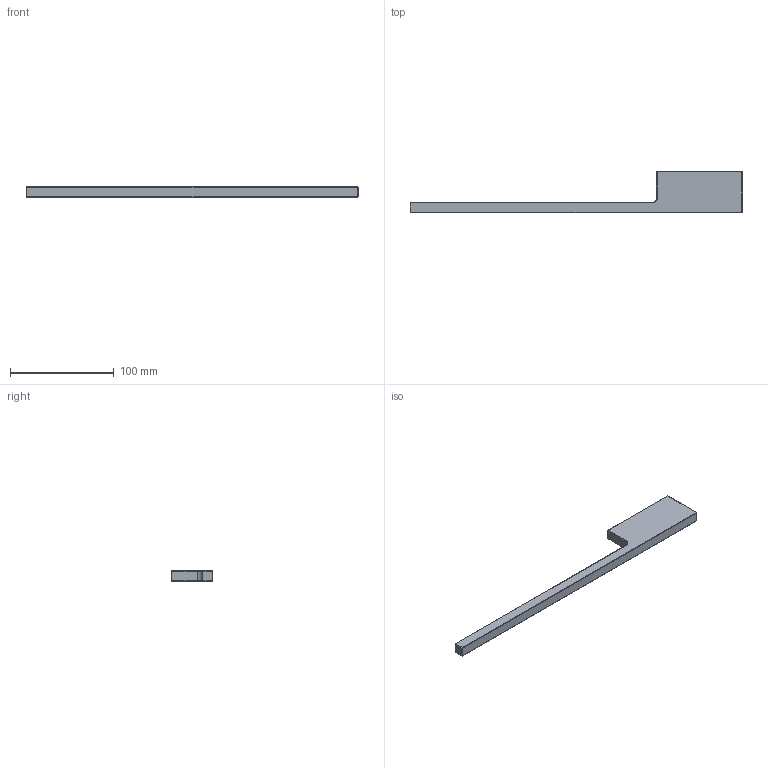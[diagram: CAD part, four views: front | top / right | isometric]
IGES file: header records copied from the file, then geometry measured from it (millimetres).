
Global section: file name: 510040000; native system: Autodesk Inventor 2018; preprocessor: unknown; date: 20200714.111417; units: millimetre
Bounding box: 320 x 40 x 10 mm (x, y, z)
Volume: 56217.1 mm3; surface area: 18600 mm2
Topology: 1 solids, 1 shells, 44 faces, 99 edges, 47 vertices
Faces by surface type: bspline 44
